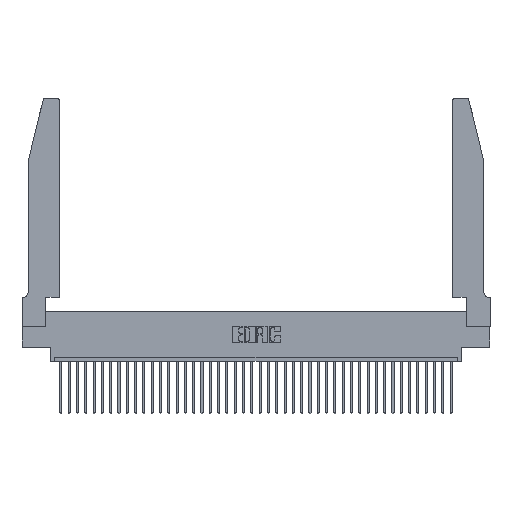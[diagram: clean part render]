
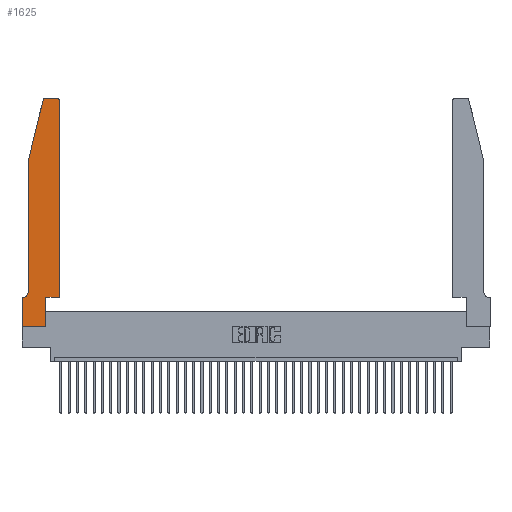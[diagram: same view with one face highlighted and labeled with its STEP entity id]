
A CAD part, top view. The second image highlights one B-rep face of the part: STEP entity #1625.
In plain terms, the highlighted planar face has unit normal (0, 0, 1).
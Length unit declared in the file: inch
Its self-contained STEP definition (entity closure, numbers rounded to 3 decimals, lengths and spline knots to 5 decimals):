
#34 = ORIENTED_EDGE ( 'NONE', *, *, #2160, .T. ) ;
#69 = VECTOR ( 'NONE', #9826, 39.37008 ) ;
#836 = EDGE_CURVE ( 'NONE', #27953, #13204, #14516, .T. ) ;
#1170 = CARTESIAN_POINT ( 'NONE',  ( 0.4505, 0.35, 0.37 ) ) ;
#1625 = ADVANCED_FACE ( 'NONE', ( #27116 ), #20956, .T. ) ;
#1720 = ORIENTED_EDGE ( 'NONE', *, *, #16559, .T. ) ;
#1792 = VERTEX_POINT ( 'NONE', #33714 ) ;
#2160 = EDGE_CURVE ( 'NONE', #32956, #13461, #13906, .T. ) ;
#2504 = VECTOR ( 'NONE', #19396, 39.37008 ) ;
#2677 = DIRECTION ( 'NONE',  ( -1., 0., 0. ) ) ;
#3106 = CARTESIAN_POINT ( 'NONE',  ( 0.4205, 2.72, 0.37 ) ) ;
#3171 = VERTEX_POINT ( 'NONE', #5001 ) ;
#3295 = LINE ( 'NONE', #18267, #27122 ) ;
#3552 = ORIENTED_EDGE ( 'NONE', *, *, #27011, .T. ) ;
#4844 = CARTESIAN_POINT ( 'NONE',  ( 0.4505, 0.35, 0.37 ) ) ;
#4899 = DIRECTION ( 'NONE',  ( 0., 0., 1. ) ) ;
#5001 = CARTESIAN_POINT ( 'NONE',  ( 0.284, 2.75, 0.37 ) ) ;
#5201 = ORIENTED_EDGE ( 'NONE', *, *, #18150, .T. ) ;
#5475 = LINE ( 'NONE', #15739, #69 ) ;
#6451 = VERTEX_POINT ( 'NONE', #36904 ) ;
#6633 = CARTESIAN_POINT ( 'NONE',  ( 0.4505, 0.35, 0.37 ) ) ;
#7375 = AXIS2_PLACEMENT_3D ( 'NONE', #40214, #18408, #30844 ) ;
#7377 = ORIENTED_EDGE ( 'NONE', *, *, #24290, .T. ) ;
#7596 = CARTESIAN_POINT ( 'NONE',  ( 0., 0., 0.37 ) ) ;
#8112 = EDGE_CURVE ( 'NONE', #13461, #20132, #5475, .T. ) ;
#8159 = EDGE_CURVE ( 'NONE', #20132, #1792, #32087, .T. ) ;
#8204 = VECTOR ( 'NONE', #10685, 39.37008 ) ;
#8489 = CARTESIAN_POINT ( 'NONE',  ( 0.0755, 0.35, 0.37 ) ) ;
#8793 = DIRECTION ( 'NONE',  ( 0., 0., 1. ) ) ;
#8882 = DIRECTION ( 'NONE',  ( 0., -1., 0. ) ) ;
#9826 = DIRECTION ( 'NONE',  ( 0., -1., 0. ) ) ;
#10685 = DIRECTION ( 'NONE',  ( 1., 0., 0. ) ) ;
#11146 = CARTESIAN_POINT ( 'NONE',  ( 0.0755, 2., 0.37 ) ) ;
#11817 = ORIENTED_EDGE ( 'NONE', *, *, #8112, .T. ) ;
#12480 = CARTESIAN_POINT ( 'NONE',  ( 0., 0., 0.37 ) ) ;
#13204 = VERTEX_POINT ( 'NONE', #34596 ) ;
#13461 = VERTEX_POINT ( 'NONE', #11146 ) ;
#13564 = ORIENTED_EDGE ( 'NONE', *, *, #32376, .T. ) ;
#13566 = DIRECTION ( 'NONE',  ( -1., 0., 0. ) ) ;
#13781 = ORIENTED_EDGE ( 'NONE', *, *, #13888, .T. ) ;
#13888 = EDGE_CURVE ( 'NONE', #23204, #29141, #16567, .T. ) ;
#13906 = LINE ( 'NONE', #15293, #19249 ) ;
#14245 = CIRCLE ( 'NONE', #22818, 0.03 ) ;
#14516 = LINE ( 'NONE', #12480, #24276 ) ;
#15046 = DIRECTION ( 'NONE',  ( 1., 0., 0. ) ) ;
#15293 = CARTESIAN_POINT ( 'NONE',  ( 0.0755, 2., 0.37 ) ) ;
#15319 = ORIENTED_EDGE ( 'NONE', *, *, #15483, .T. ) ;
#15483 = EDGE_CURVE ( 'NONE', #13204, #6451, #24693, .T. ) ;
#15739 = CARTESIAN_POINT ( 'NONE',  ( 0.0755, 2., 0.37 ) ) ;
#16052 = CARTESIAN_POINT ( 'NONE',  ( 0.0755, 0.42, 0.37 ) ) ;
#16129 = VERTEX_POINT ( 'NONE', #33541 ) ;
#16559 = EDGE_CURVE ( 'NONE', #1792, #27953, #18383, .T. ) ;
#16567 = LINE ( 'NONE', #6633, #2504 ) ;
#16748 = VECTOR ( 'NONE', #22991, 39.37008 ) ;
#16957 = DIRECTION ( 'NONE',  ( 0., 0., -1. ) ) ;
#17509 = DIRECTION ( 'NONE',  ( 1., 0., 0. ) ) ;
#17544 = CARTESIAN_POINT ( 'NONE',  ( 0.25487, 2.72718, 0.37 ) ) ;
#17615 = CARTESIAN_POINT ( 'NONE',  ( 0., 0.35, 0.37 ) ) ;
#18150 = EDGE_CURVE ( 'NONE', #29141, #16129, #26477, .T. ) ;
#18267 = CARTESIAN_POINT ( 'NONE',  ( 0.2865, 0.35, 0.37 ) ) ;
#18383 = LINE ( 'NONE', #8489, #33886 ) ;
#18408 = DIRECTION ( 'NONE',  ( 0., 0., 1. ) ) ;
#19162 = ORIENTED_EDGE ( 'NONE', *, *, #34155, .T. ) ;
#19249 = VECTOR ( 'NONE', #25030, 39.37008 ) ;
#19396 = DIRECTION ( 'NONE',  ( 1., 0., 0. ) ) ;
#20017 = AXIS2_PLACEMENT_3D ( 'NONE', #29580, #16957, #32109 ) ;
#20132 = VERTEX_POINT ( 'NONE', #16052 ) ;
#20155 = CARTESIAN_POINT ( 'NONE',  ( 0.2865, 0.35, 0.37 ) ) ;
#20956 = PLANE ( 'NONE',  #7375 ) ;
#22818 = AXIS2_PLACEMENT_3D ( 'NONE', #3106, #8793, #15046 ) ;
#22991 = DIRECTION ( 'NONE',  ( 0., 1., 0. ) ) ;
#23204 = VERTEX_POINT ( 'NONE', #20155 ) ;
#23960 = DIRECTION ( 'NONE',  ( 0., 1., 0. ) ) ;
#24276 = VECTOR ( 'NONE', #8882, 39.37008 ) ;
#24290 = EDGE_CURVE ( 'NONE', #3171, #32956, #27893, .T. ) ;
#24693 = LINE ( 'NONE', #7596, #8204 ) ;
#25030 = DIRECTION ( 'NONE',  ( -0.239, -0.971, 0. ) ) ;
#25373 = EDGE_LOOP ( 'NONE', ( #13564, #7377, #34, #11817, #33511, #1720, #34947, #15319, #19162, #13781, #5201, #3552 ) ) ;
#26477 = LINE ( 'NONE', #4844, #16748 ) ;
#27011 = EDGE_CURVE ( 'NONE', #16129, #32559, #14245, .T. ) ;
#27116 = FACE_OUTER_BOUND ( 'NONE', #25373, .T. ) ;
#27122 = VECTOR ( 'NONE', #23960, 39.37008 ) ;
#27893 = CIRCLE ( 'NONE', #39656, 0.03 ) ;
#27953 = VERTEX_POINT ( 'NONE', #17615 ) ;
#29141 = VERTEX_POINT ( 'NONE', #1170 ) ;
#29580 = CARTESIAN_POINT ( 'NONE',  ( 0.0055, 0.42, 0.37 ) ) ;
#30431 = CARTESIAN_POINT ( 'NONE',  ( 0.4205, 2.75, 0.37 ) ) ;
#30844 = DIRECTION ( 'NONE',  ( 1., 0., 0. ) ) ;
#32087 = CIRCLE ( 'NONE', #20017, 0.07 ) ;
#32109 = DIRECTION ( 'NONE',  ( -1., 0., 0. ) ) ;
#32376 = EDGE_CURVE ( 'NONE', #32559, #3171, #36995, .T. ) ;
#32559 = VERTEX_POINT ( 'NONE', #30431 ) ;
#32956 = VERTEX_POINT ( 'NONE', #17544 ) ;
#33511 = ORIENTED_EDGE ( 'NONE', *, *, #8159, .T. ) ;
#33541 = CARTESIAN_POINT ( 'NONE',  ( 0.4505, 2.72, 0.37 ) ) ;
#33714 = CARTESIAN_POINT ( 'NONE',  ( 0.0055, 0.35, 0.37 ) ) ;
#33886 = VECTOR ( 'NONE', #2677, 39.37008 ) ;
#34155 = EDGE_CURVE ( 'NONE', #6451, #23204, #3295, .T. ) ;
#34530 = VECTOR ( 'NONE', #13566, 39.37008 ) ;
#34596 = CARTESIAN_POINT ( 'NONE',  ( 0., 0., 0.37 ) ) ;
#34947 = ORIENTED_EDGE ( 'NONE', *, *, #836, .T. ) ;
#35241 = CARTESIAN_POINT ( 'NONE',  ( 0.284, 2.72, 0.37 ) ) ;
#36904 = CARTESIAN_POINT ( 'NONE',  ( 0.2865, 0., 0.37 ) ) ;
#36995 = LINE ( 'NONE', #38697, #34530 ) ;
#38697 = CARTESIAN_POINT ( 'NONE',  ( 0.2605, 2.75, 0.37 ) ) ;
#39656 = AXIS2_PLACEMENT_3D ( 'NONE', #35241, #4899, #17509 ) ;
#40214 = CARTESIAN_POINT ( 'NONE',  ( 0., 0.35, 0.37 ) ) ;
